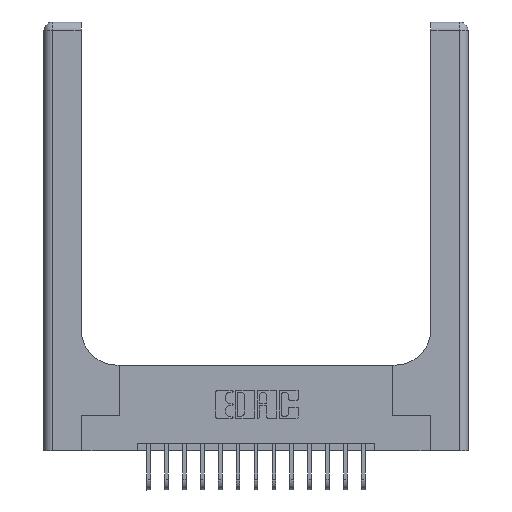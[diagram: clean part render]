
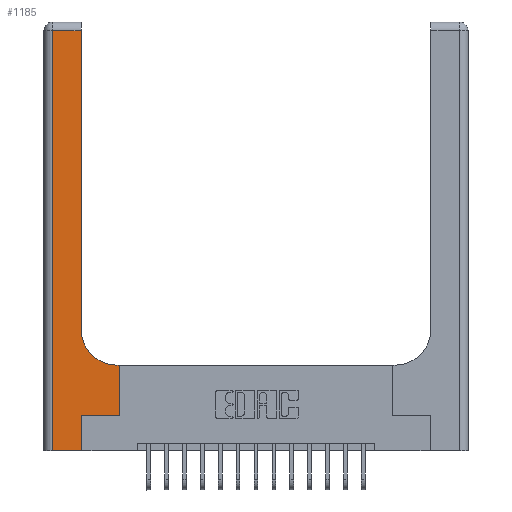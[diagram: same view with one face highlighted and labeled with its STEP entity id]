
A CAD part, top view. The second image highlights one B-rep face of the part: STEP entity #1185.
In plain terms, the highlighted planar face has unit normal (0, 0, 1).
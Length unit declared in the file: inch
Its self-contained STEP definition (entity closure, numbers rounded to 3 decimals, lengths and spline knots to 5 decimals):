
#483 = EDGE_CURVE ( 'NONE', #10291, #17853, #14837, .T. ) ;
#586 = LINE ( 'NONE', #18792, #6933 ) ;
#804 = ORIENTED_EDGE ( 'NONE', *, *, #18000, .T. ) ;
#831 = DIRECTION ( 'NONE',  ( -1., 0., 0. ) ) ;
#845 = VERTEX_POINT ( 'NONE', #3771 ) ;
#870 = DIRECTION ( 'NONE',  ( -1., 0., 0. ) ) ;
#890 = ORIENTED_EDGE ( 'NONE', *, *, #8479, .T. ) ;
#954 = AXIS2_PLACEMENT_3D ( 'NONE', #12927, #15880, #5510 ) ;
#1185 = ADVANCED_FACE ( 'NONE', ( #3572 ), #5917, .F. ) ;
#1242 = ORIENTED_EDGE ( 'NONE', *, *, #7458, .T. ) ;
#1895 = LINE ( 'NONE', #8256, #16421 ) ;
#2288 = EDGE_CURVE ( 'NONE', #15348, #845, #1895, .T. ) ;
#2953 = VERTEX_POINT ( 'NONE', #11314 ) ;
#3196 = CIRCLE ( 'NONE', #954, 0.25 ) ;
#3474 = VECTOR ( 'NONE', #6946, 39.37008 ) ;
#3572 = FACE_OUTER_BOUND ( 'NONE', #6963, .T. ) ;
#3771 = CARTESIAN_POINT ( 'NONE',  ( 0.265, 0.25, 0.37 ) ) ;
#4282 = ORIENTED_EDGE ( 'NONE', *, *, #15636, .T. ) ;
#4310 = EDGE_CURVE ( 'NONE', #15498, #18372, #8029, .T. ) ;
#4392 = DIRECTION ( 'NONE',  ( -1., 0., 0. ) ) ;
#4682 = DIRECTION ( 'NONE',  ( 0., 1., 0. ) ) ;
#5250 = VECTOR ( 'NONE', #4682, 39.37008 ) ;
#5510 = DIRECTION ( 'NONE',  ( 1., 0., 0. ) ) ;
#5917 = PLANE ( 'NONE',  #17294 ) ;
#5947 = CARTESIAN_POINT ( 'NONE',  ( 0.265, 0., 0.37 ) ) ;
#6595 = VECTOR ( 'NONE', #17348, 39.37008 ) ;
#6921 = DIRECTION ( 'NONE',  ( 1., 0., 0. ) ) ;
#6933 = VECTOR ( 'NONE', #6921, 39.37008 ) ;
#6942 = CARTESIAN_POINT ( 'NONE',  ( 0.26, 3., 0.37 ) ) ;
#6946 = DIRECTION ( 'NONE',  ( 0., -1., 0. ) ) ;
#6963 = EDGE_LOOP ( 'NONE', ( #8997, #4282, #17732, #890, #17325, #6973, #19255, #804, #1242 ) ) ;
#6973 = ORIENTED_EDGE ( 'NONE', *, *, #7098, .T. ) ;
#6997 = LINE ( 'NONE', #12773, #7223 ) ;
#7098 = EDGE_CURVE ( 'NONE', #845, #10291, #7953, .T. ) ;
#7223 = VECTOR ( 'NONE', #831, 39.37008 ) ;
#7458 = EDGE_CURVE ( 'NONE', #13622, #15498, #3196, .T. ) ;
#7514 = DIRECTION ( 'NONE',  ( 1., 0., 0. ) ) ;
#7736 = CARTESIAN_POINT ( 'NONE',  ( 0.528, 0.25, 0.37 ) ) ;
#7953 = LINE ( 'NONE', #16479, #10982 ) ;
#8029 = LINE ( 'NONE', #6942, #6595 ) ;
#8256 = CARTESIAN_POINT ( 'NONE',  ( 0.265, 0., 0.37 ) ) ;
#8479 = EDGE_CURVE ( 'NONE', #2953, #15348, #586, .T. ) ;
#8997 = ORIENTED_EDGE ( 'NONE', *, *, #4310, .T. ) ;
#9130 = CARTESIAN_POINT ( 'NONE',  ( 0.26, 0.85, 0.37 ) ) ;
#9413 = CARTESIAN_POINT ( 'NONE',  ( 0., 2.94, 0.37 ) ) ;
#10291 = VERTEX_POINT ( 'NONE', #13596 ) ;
#10982 = VECTOR ( 'NONE', #7514, 39.37008 ) ;
#11314 = CARTESIAN_POINT ( 'NONE',  ( 0.06, 0., 0.37 ) ) ;
#11465 = LINE ( 'NONE', #9413, #16781 ) ;
#12031 = CARTESIAN_POINT ( 'NONE',  ( 0., 3., 0.37 ) ) ;
#12184 = VERTEX_POINT ( 'NONE', #17393 ) ;
#12382 = CARTESIAN_POINT ( 'NONE',  ( 0.51, 0.6, 0.37 ) ) ;
#12773 = CARTESIAN_POINT ( 'NONE',  ( 0.26, 0.6, 0.37 ) ) ;
#12927 = CARTESIAN_POINT ( 'NONE',  ( 0.51, 0.85, 0.37 ) ) ;
#13391 = DIRECTION ( 'NONE',  ( 0., 0., -1. ) ) ;
#13561 = LINE ( 'NONE', #15930, #3474 ) ;
#13596 = CARTESIAN_POINT ( 'NONE',  ( 0.528, 0.25, 0.37 ) ) ;
#13622 = VERTEX_POINT ( 'NONE', #12382 ) ;
#13925 = DIRECTION ( 'NONE',  ( 0., 1., 0. ) ) ;
#14002 = CARTESIAN_POINT ( 'NONE',  ( 0.528, 0.6, 0.37 ) ) ;
#14837 = LINE ( 'NONE', #7736, #5250 ) ;
#15316 = EDGE_CURVE ( 'NONE', #12184, #2953, #13561, .T. ) ;
#15348 = VERTEX_POINT ( 'NONE', #5947 ) ;
#15498 = VERTEX_POINT ( 'NONE', #9130 ) ;
#15515 = CARTESIAN_POINT ( 'NONE',  ( 0.26, 2.94, 0.37 ) ) ;
#15636 = EDGE_CURVE ( 'NONE', #18372, #12184, #11465, .T. ) ;
#15880 = DIRECTION ( 'NONE',  ( 0., 0., -1. ) ) ;
#15930 = CARTESIAN_POINT ( 'NONE',  ( 0.06, 3., 0.37 ) ) ;
#16421 = VECTOR ( 'NONE', #13925, 39.37008 ) ;
#16479 = CARTESIAN_POINT ( 'NONE',  ( 0.265, 0.25, 0.37 ) ) ;
#16781 = VECTOR ( 'NONE', #870, 39.37008 ) ;
#17294 = AXIS2_PLACEMENT_3D ( 'NONE', #12031, #13391, #4392 ) ;
#17325 = ORIENTED_EDGE ( 'NONE', *, *, #2288, .T. ) ;
#17348 = DIRECTION ( 'NONE',  ( 0., 1., 0. ) ) ;
#17393 = CARTESIAN_POINT ( 'NONE',  ( 0.06, 2.94, 0.37 ) ) ;
#17732 = ORIENTED_EDGE ( 'NONE', *, *, #15316, .T. ) ;
#17853 = VERTEX_POINT ( 'NONE', #14002 ) ;
#18000 = EDGE_CURVE ( 'NONE', #17853, #13622, #6997, .T. ) ;
#18372 = VERTEX_POINT ( 'NONE', #15515 ) ;
#18792 = CARTESIAN_POINT ( 'NONE',  ( 0., 0., 0.37 ) ) ;
#19255 = ORIENTED_EDGE ( 'NONE', *, *, #483, .T. ) ;
